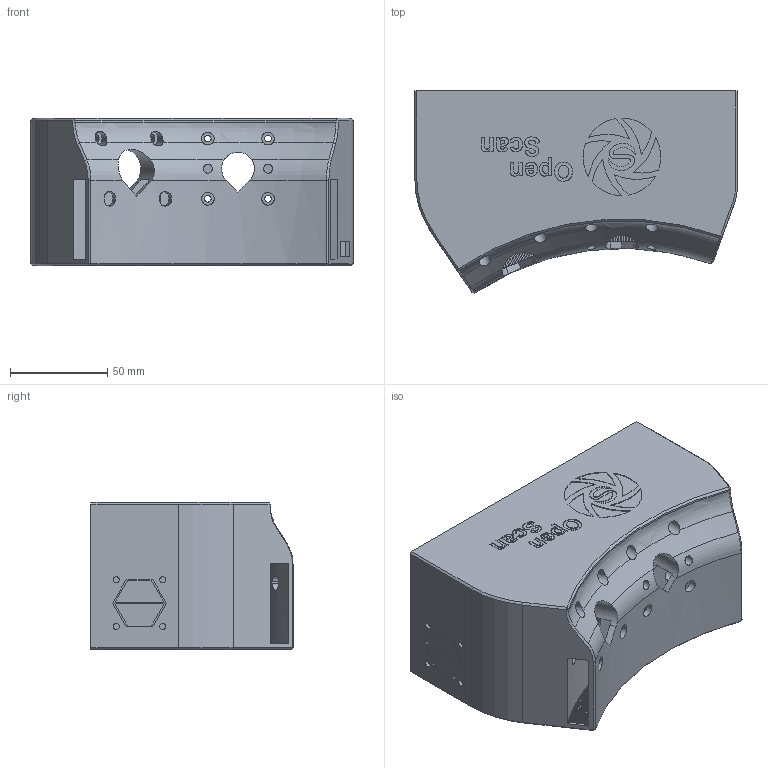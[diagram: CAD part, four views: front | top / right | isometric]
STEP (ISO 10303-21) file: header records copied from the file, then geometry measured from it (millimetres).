
FILE_DESCRIPTION(('FreeCAD Model'),'2;1');
FILE_NAME('Open CASCADE Shape Model','2025-06-18T18:02:46',(''),(''), 'Open CASCADE STEP processor 7.8','FreeCAD','Unknown');
FILE_SCHEMA(('AUTOMOTIVE_DESIGN { 1 0 10303 214 1 1 1 1 }'));
Length unit declared in the file: millimetre
Products named in the file (1): 1-base
Bounding box: 166.02 x 104.05 x 76 mm (x, y, z)
Volume: 163662.6 mm3; surface area: 94962.1 mm2
Topology: 1 solids, 1 shells, 807 faces, 2292 edges, 1504 vertices
Faces by surface type: plane 506, extrusion 145, cylinder 114, bspline 17, torus 11, cone 10, sphere 4
Full cylindrical faces by diameter (mm): 1.75 x2, 3.2 x4, 3.4 x4, 4.6 x7, 6.5 x6
Entity records: 29709 total; most frequent: CARTESIAN_POINT 8961, ORIENTED_EDGE 4574, DIRECTION 3889, EDGE_CURVE 2286, VERTEX_POINT 1504, VECTOR 1455, LINE 1310, AXIS2_PLACEMENT_3D 1217
